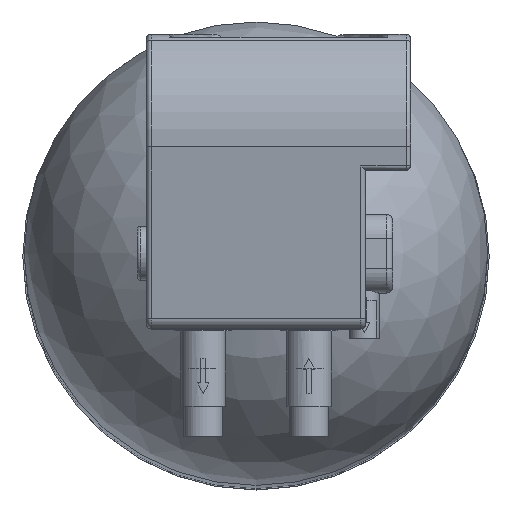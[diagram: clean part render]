
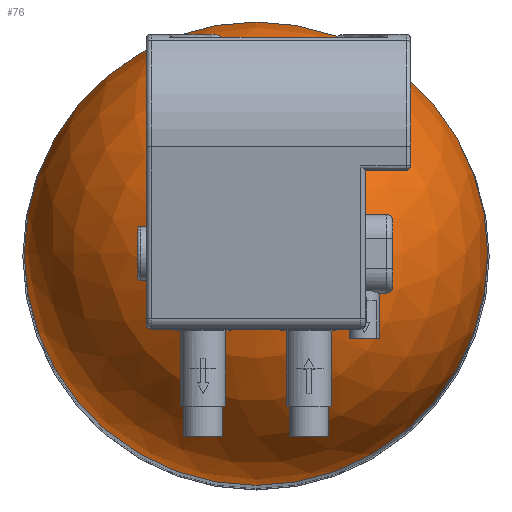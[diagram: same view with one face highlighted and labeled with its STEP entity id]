
A CAD part, top view. The second image highlights one B-rep face of the part: STEP entity #76.
In plain terms, the highlighted spherical face has radius 153.5 mm.
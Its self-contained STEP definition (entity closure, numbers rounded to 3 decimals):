
#76=ADVANCED_FACE('',(#5413,#5415),#5417,.T.);
#5413=FACE_OUTER_BOUND('',#5414,.T.);
#5414=EDGE_LOOP('',(#9710));
#5415=FACE_OUTER_BOUND('',#5416,.T.);
#5416=EDGE_LOOP('',(#9711));
#5417=SPHERICAL_SURFACE('',#5418,153.5);
#5418=AXIS2_PLACEMENT_3D('',#5419,#5420,#5421);
#5419=CARTESIAN_POINT('',(0.,0.,918.798));
#5420=DIRECTION('',(0.,-0.,-1.));
#5421=DIRECTION('',(-1.,0.,0.));
#9710=ORIENTED_EDGE('',*,*,#12915,.T.);
#9711=ORIENTED_EDGE('',*,*,#12917,.F.);
#12915=EDGE_CURVE('',#14520,#14520,#14521,.T.);
#12917=EDGE_CURVE('',#14524,#14524,#14525,.T.);
#14520=VERTEX_POINT('',#17200);
#14521=CIRCLE('',#17201,38.);
#14524=VERTEX_POINT('',#17210);
#14525=CIRCLE('',#17211,153.5);
#17200=CARTESIAN_POINT('',(-38.,0.,1067.52));
#17201=AXIS2_PLACEMENT_3D('',#17202,#17203,#17204);
#17202=CARTESIAN_POINT('',(0.,0.,1067.52));
#17203=DIRECTION('',(0.,0.,-1.));
#17204=DIRECTION('',(-1.,0.,0.));
#17210=CARTESIAN_POINT('',(-153.5,0.,918.798));
#17211=AXIS2_PLACEMENT_3D('',#17212,#17213,#17214);
#17212=CARTESIAN_POINT('',(0.,0.,918.798));
#17213=DIRECTION('',(0.,0.,-1.));
#17214=DIRECTION('',(-1.,0.,0.));
